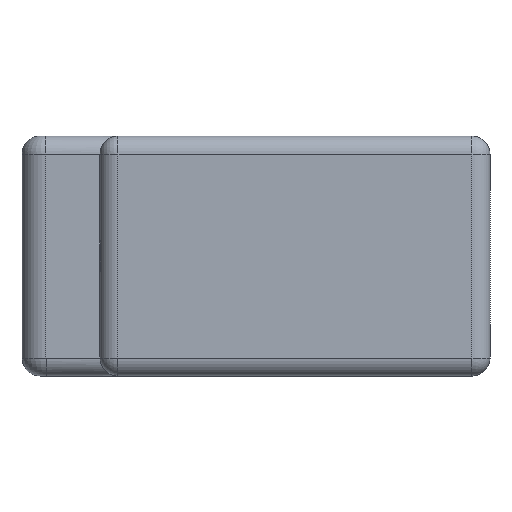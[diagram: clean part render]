
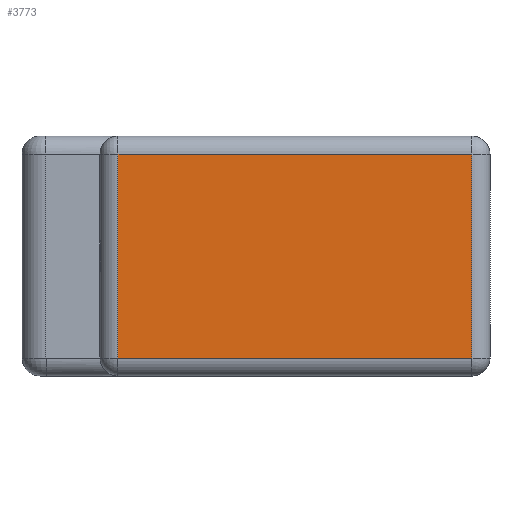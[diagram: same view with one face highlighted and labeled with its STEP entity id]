
A CAD part, left-side view. The second image highlights one B-rep face of the part: STEP entity #3773.
In plain terms, the highlighted planar face has unit normal (-1, 0, 0).
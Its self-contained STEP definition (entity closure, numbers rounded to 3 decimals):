
#169 = EDGE_CURVE ( 'NONE', #5411, #6329, #3188, .T. ) ;
#247 = EDGE_LOOP ( 'NONE', ( #6457, #981, #3441, #6371 ) ) ;
#251 = VECTOR ( 'NONE', #2384, 1000. ) ;
#430 = PLANE ( 'NONE',  #3046 ) ;
#466 = VERTEX_POINT ( 'NONE', #530 ) ;
#530 = CARTESIAN_POINT ( 'NONE',  ( -30., 14.75, -8.5 ) ) ;
#556 = VECTOR ( 'NONE', #2456, 1000. ) ;
#811 = CARTESIAN_POINT ( 'NONE',  ( -30., 16.25, 8.5 ) ) ;
#981 = ORIENTED_EDGE ( 'NONE', *, *, #2155, .T. ) ;
#1317 = CARTESIAN_POINT ( 'NONE',  ( -30., -14.75, 10. ) ) ;
#1475 = DIRECTION ( 'NONE',  ( 1., 0., 0. ) ) ;
#1902 = CARTESIAN_POINT ( 'NONE',  ( -30., -14.75, 8.5 ) ) ;
#2155 = EDGE_CURVE ( 'NONE', #6329, #466, #4901, .T. ) ;
#2384 = DIRECTION ( 'NONE',  ( 0., 1., 0. ) ) ;
#2435 = LINE ( 'NONE', #1317, #3809 ) ;
#2456 = DIRECTION ( 'NONE',  ( 0., 0., -1. ) ) ;
#2935 = VECTOR ( 'NONE', #4592, 1000. ) ;
#3036 = CARTESIAN_POINT ( 'NONE',  ( -30., 16.25, 10. ) ) ;
#3046 = AXIS2_PLACEMENT_3D ( 'NONE', #3036, #1475, #5125 ) ;
#3188 = LINE ( 'NONE', #811, #251 ) ;
#3441 = ORIENTED_EDGE ( 'NONE', *, *, #3759, .T. ) ;
#3759 = EDGE_CURVE ( 'NONE', #466, #4565, #4308, .T. ) ;
#3773 = ADVANCED_FACE ( 'NONE', ( #5700 ), #430, .F. ) ;
#3806 = CARTESIAN_POINT ( 'NONE',  ( -30., -14.75, -8.5 ) ) ;
#3809 = VECTOR ( 'NONE', #6030, 1000. ) ;
#4050 = CARTESIAN_POINT ( 'NONE',  ( -30., 16.25, -8.5 ) ) ;
#4308 = LINE ( 'NONE', #4050, #2935 ) ;
#4466 = CARTESIAN_POINT ( 'NONE',  ( -30., 14.75, 8.5 ) ) ;
#4565 = VERTEX_POINT ( 'NONE', #3806 ) ;
#4592 = DIRECTION ( 'NONE',  ( 0., -1., 0. ) ) ;
#4901 = LINE ( 'NONE', #5574, #556 ) ;
#5125 = DIRECTION ( 'NONE',  ( 0., 0., -1. ) ) ;
#5388 = EDGE_CURVE ( 'NONE', #4565, #5411, #2435, .T. ) ;
#5411 = VERTEX_POINT ( 'NONE', #1902 ) ;
#5574 = CARTESIAN_POINT ( 'NONE',  ( -30., 14.75, 10. ) ) ;
#5700 = FACE_OUTER_BOUND ( 'NONE', #247, .T. ) ;
#6030 = DIRECTION ( 'NONE',  ( 0., 0., 1. ) ) ;
#6329 = VERTEX_POINT ( 'NONE', #4466 ) ;
#6371 = ORIENTED_EDGE ( 'NONE', *, *, #5388, .T. ) ;
#6457 = ORIENTED_EDGE ( 'NONE', *, *, #169, .T. ) ;
